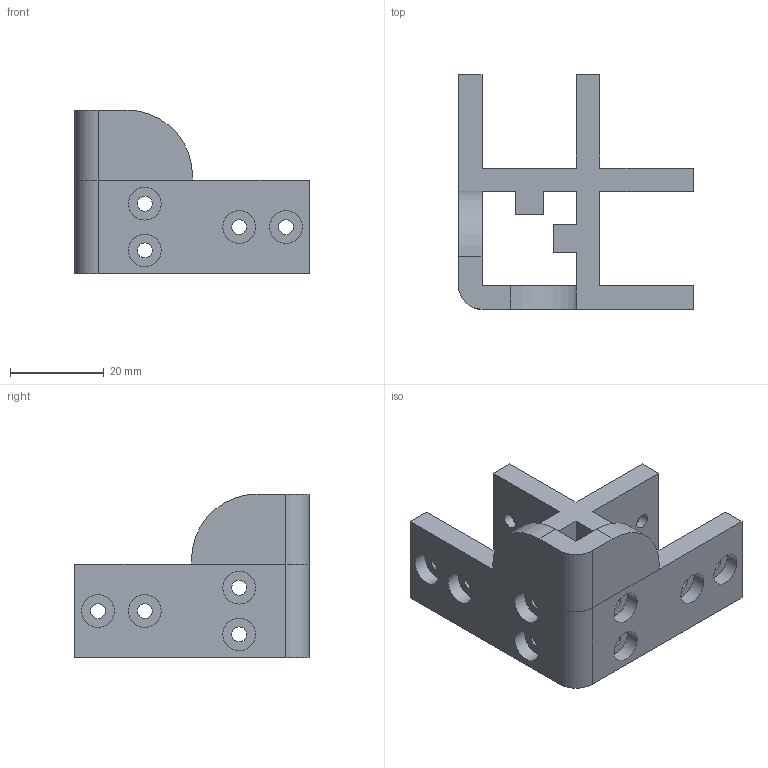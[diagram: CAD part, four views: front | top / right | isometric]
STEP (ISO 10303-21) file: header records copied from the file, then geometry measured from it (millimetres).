
FILE_DESCRIPTION(('FreeCAD Model'),'2;1');
FILE_NAME('Open CASCADE Shape Model','2023-07-05T02:16:31',('Author'),( ''),'Open CASCADE STEP processor 7.6','FreeCAD','Unknown');
FILE_SCHEMA(('AUTOMOTIVE_DESIGN { 1 0 10303 214 1 1 1 1 }'));
Length unit declared in the file: millimetre
Products named in the file (1): bottom_corner
Bounding box: 50.2 x 50.2 x 35 mm (x, y, z)
Volume: 20176.4 mm3; surface area: 11935.5 mm2
Topology: 1 solids, 1 shells, 79 faces, 189 edges, 123 vertices
Faces by surface type: plane 47, cylinder 32
Full cylindrical faces by diameter (mm): 3.2 x16, 7 x12
Entity records: 4919 total; most frequent: CARTESIAN_POINT 926, DIRECTION 764, LINE 442, VECTOR 442, ORIENTED_EDGE 378, PCURVE 378, DEFINITIONAL_REPRESENTATION 378, EDGE_CURVE 189
